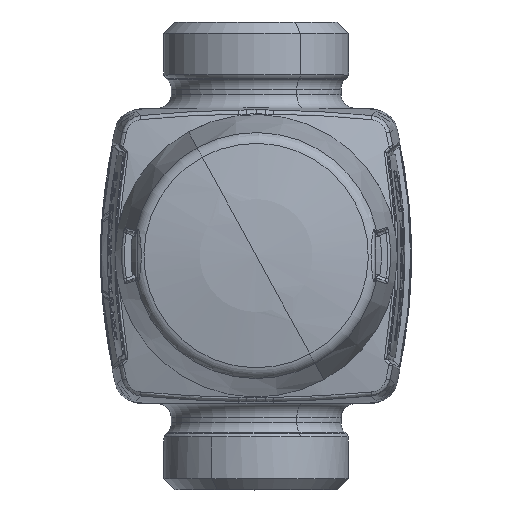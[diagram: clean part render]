
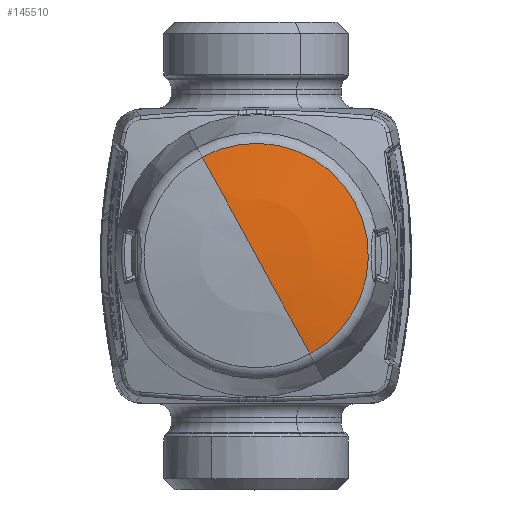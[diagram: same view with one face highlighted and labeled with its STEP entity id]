
A CAD part, top view. The second image highlights one B-rep face of the part: STEP entity #145510.
In plain terms, the highlighted spherical face has radius 100 mm.
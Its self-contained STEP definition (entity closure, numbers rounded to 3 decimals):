
#145468=CARTESIAN_POINT('Axis2P3D Location',(0.,0.,-52.)) ;
#145473=CARTESIAN_POINT('Axis2P3D Location',(0.,0.,-52.)) ;
#145477=CARTESIAN_POINT('Vertex',(0.,0.,48.)) ;
#145479=CARTESIAN_POINT('Vertex',(9.662,-17.687,45.948)) ;
#145482=CARTESIAN_POINT('Axis2P3D Location',(0.,0.,-52.)) ;
#145486=CARTESIAN_POINT('Vertex',(-9.662,17.687,45.948)) ;
#145500=CARTESIAN_POINT('Axis2P3D Location',(0.,0.,45.948)) ;
#145469=DIRECTION('Axis2P3D Direction',(0.,0.,1.)) ;
#145470=DIRECTION('Axis2P3D XDirection',(-0.479,0.878,0.)) ;
#145474=DIRECTION('Axis2P3D Direction',(-0.878,-0.479,0.)) ;
#145483=DIRECTION('Axis2P3D Direction',(0.878,0.479,-0.)) ;
#145501=DIRECTION('Axis2P3D Direction',(0.,0.,1.)) ;
#145471=AXIS2_PLACEMENT_3D('Sphere Axis2P3D',#145468,#145469,#145470) ;
#145475=AXIS2_PLACEMENT_3D('Circle Axis2P3D',#145473,#145474,$) ;
#145484=AXIS2_PLACEMENT_3D('Circle Axis2P3D',#145482,#145483,$) ;
#145502=AXIS2_PLACEMENT_3D('Circle Axis2P3D',#145500,#145501,$) ;
#145506=ORIENTED_EDGE('',*,*,#145488,.F.) ;
#145507=ORIENTED_EDGE('',*,*,#145481,.T.) ;
#145508=ORIENTED_EDGE('',*,*,#145504,.T.) ;
#145510=ADVANCED_FACE('PartBody',(#145509),#145472,.T.) ;
#145476=CIRCLE('generated circle',#145475,100.) ;
#145485=CIRCLE('generated circle',#145484,100.) ;
#145503=CIRCLE('generated circle',#145502,20.154) ;
#145481=EDGE_CURVE('',#145478,#145480,#145476,.F.) ;
#145488=EDGE_CURVE('',#145478,#145487,#145485,.F.) ;
#145504=EDGE_CURVE('',#145480,#145487,#145503,.T.) ;
#145505=EDGE_LOOP('',(#145506,#145507,#145508)) ;
#145509=FACE_OUTER_BOUND('',#145505,.T.) ;
#145472=SPHERICAL_SURFACE('',#145471,100.) ;
#145478=VERTEX_POINT('',#145477) ;
#145480=VERTEX_POINT('',#145479) ;
#145487=VERTEX_POINT('',#145486) ;
